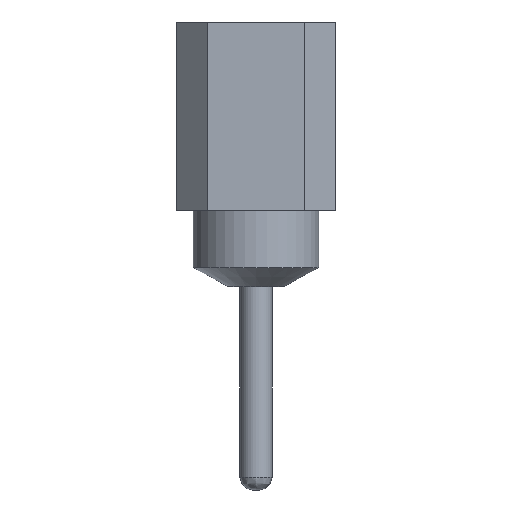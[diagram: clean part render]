
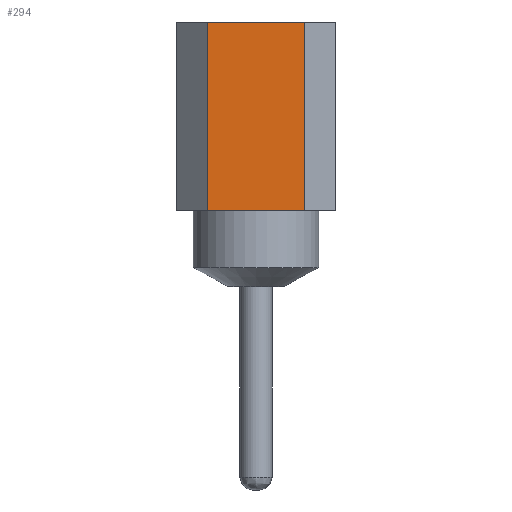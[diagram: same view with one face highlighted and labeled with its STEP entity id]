
A CAD part, left-side view. The second image highlights one B-rep face of the part: STEP entity #294.
In plain terms, the highlighted planar face has unit normal (-1, 0, 0).
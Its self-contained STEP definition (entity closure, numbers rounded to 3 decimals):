
#294=ADVANCED_FACE('',(#438),#382,.T.);
#382=PLANE('',#1351);
#438=FACE_OUTER_BOUND('',#474,.T.);
#474=EDGE_LOOP('',(#610,#611,#612,#613));
#610=ORIENTED_EDGE('',*,*,#1014,.T.);
#611=ORIENTED_EDGE('',*,*,#1015,.T.);
#612=ORIENTED_EDGE('',*,*,#1016,.F.);
#613=ORIENTED_EDGE('',*,*,#1017,.T.);
#898=VERTEX_POINT('',#1847);
#899=VERTEX_POINT('',#1848);
#900=VERTEX_POINT('',#1850);
#901=VERTEX_POINT('',#1852);
#1014=EDGE_CURVE('',#898,#899,#1158,.T.);
#1015=EDGE_CURVE('',#899,#900,#1159,.T.);
#1016=EDGE_CURVE('',#901,#900,#1160,.T.);
#1017=EDGE_CURVE('',#901,#898,#1161,.T.);
#1158=LINE('',#1846,#1254);
#1159=LINE('',#1849,#1255);
#1160=LINE('',#1851,#1256);
#1161=LINE('',#1853,#1257);
#1254=VECTOR('',#1485,1.);
#1255=VECTOR('',#1486,1.);
#1256=VECTOR('',#1487,1.);
#1257=VECTOR('',#1488,1.);
#1351=AXIS2_PLACEMENT_3D('',#1854,#1489,#1490);
#1485=DIRECTION('',(0.,-1.,0.));
#1486=DIRECTION('',(0.,0.,1.));
#1487=DIRECTION('',(0.,-1.,0.));
#1488=DIRECTION('',(0.,0.,-1.));
#1489=DIRECTION('',(-1.,0.,0.));
#1490=DIRECTION('',(0.,-1.,0.));
#1846=CARTESIAN_POINT('',(-1.27,1.27,-3.));
#1847=CARTESIAN_POINT('',(-1.27,0.77,-3.));
#1848=CARTESIAN_POINT('',(-1.27,-0.77,-3.));
#1849=CARTESIAN_POINT('',(-1.27,-0.77,-3.));
#1850=CARTESIAN_POINT('',(-1.27,-0.77,0.));
#1851=CARTESIAN_POINT('',(-1.27,1.27,0.));
#1852=CARTESIAN_POINT('',(-1.27,0.77,0.));
#1853=CARTESIAN_POINT('',(-1.27,0.77,-3.));
#1854=CARTESIAN_POINT('',(-1.27,1.27,-3.));
